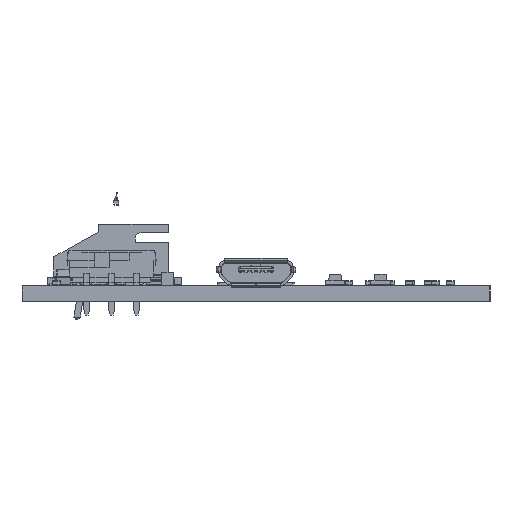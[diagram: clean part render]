
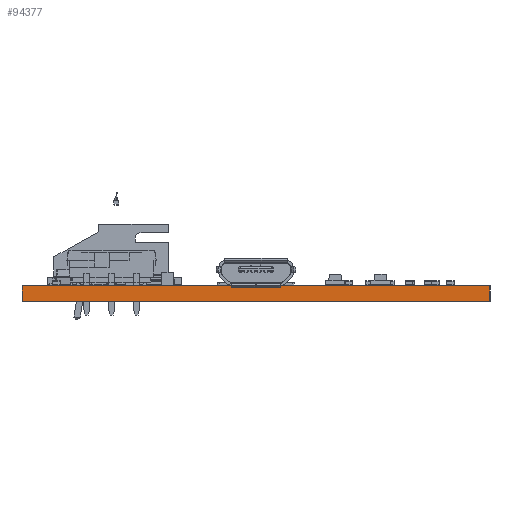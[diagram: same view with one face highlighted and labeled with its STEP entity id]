
A CAD part, left-side view. The second image highlights one B-rep face of the part: STEP entity #94377.
In plain terms, the highlighted planar face has unit normal (-1, 0, 0).
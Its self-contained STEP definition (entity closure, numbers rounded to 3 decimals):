
#94261 = EDGE_CURVE('',#94262,#94264,#94266,.T.);
#94262 = VERTEX_POINT('',#94263);
#94263 = CARTESIAN_POINT('',(105.034,-72.512,0.));
#94264 = VERTEX_POINT('',#94265);
#94265 = CARTESIAN_POINT('',(105.034,-72.512,1.6));
#94266 = SURFACE_CURVE('',#94267,(#94271,#94283),.PCURVE_S1.);
#94267 = LINE('',#94268,#94269);
#94268 = CARTESIAN_POINT('',(105.034,-72.512,0.));
#94269 = VECTOR('',#94270,1.);
#94270 = DIRECTION('',(0.,0.,1.));
#94271 = PCURVE('',#94272,#94277);
#94272 = PLANE('',#94273);
#94273 = AXIS2_PLACEMENT_3D('',#94274,#94275,#94276);
#94274 = CARTESIAN_POINT('',(105.034,-72.512,0.));
#94275 = DIRECTION('',(0.,1.,0.));
#94276 = DIRECTION('',(1.,0.,0.));
#94277 = DEFINITIONAL_REPRESENTATION('',(#94278),#94282);
#94278 = LINE('',#94279,#94280);
#94279 = CARTESIAN_POINT('',(0.,0.));
#94280 = VECTOR('',#94281,1.);
#94281 = DIRECTION('',(0.,-1.));
#94282 = ( GEOMETRIC_REPRESENTATION_CONTEXT(2) 
PARAMETRIC_REPRESENTATION_CONTEXT() REPRESENTATION_CONTEXT('2D SPACE',''
  ) );
#94283 = PCURVE('',#94284,#94289);
#94284 = PLANE('',#94285);
#94285 = AXIS2_PLACEMENT_3D('',#94286,#94287,#94288);
#94286 = CARTESIAN_POINT('',(105.034,-119.512,0.));
#94287 = DIRECTION('',(-1.,0.,0.));
#94288 = DIRECTION('',(0.,1.,0.));
#94289 = DEFINITIONAL_REPRESENTATION('',(#94290),#94294);
#94290 = LINE('',#94291,#94292);
#94291 = CARTESIAN_POINT('',(47.,0.));
#94292 = VECTOR('',#94293,1.);
#94293 = DIRECTION('',(0.,-1.));
#94294 = ( GEOMETRIC_REPRESENTATION_CONTEXT(2) 
PARAMETRIC_REPRESENTATION_CONTEXT() REPRESENTATION_CONTEXT('2D SPACE',''
  ) );
#94312 = PLANE('',#94313);
#94313 = AXIS2_PLACEMENT_3D('',#94314,#94315,#94316);
#94314 = CARTESIAN_POINT('',(145.034,-96.012,1.6));
#94315 = DIRECTION('',(-0.,-0.,-1.));
#94316 = DIRECTION('',(-1.,0.,0.));
#94366 = PLANE('',#94367);
#94367 = AXIS2_PLACEMENT_3D('',#94368,#94369,#94370);
#94368 = CARTESIAN_POINT('',(145.034,-96.012,0.));
#94369 = DIRECTION('',(-0.,-0.,-1.));
#94370 = DIRECTION('',(-1.,0.,0.));
#94377 = ADVANCED_FACE('',(#94378),#94284,.T.);
#94378 = FACE_BOUND('',#94379,.T.);
#94379 = EDGE_LOOP('',(#94380,#94410,#94431,#94432));
#94380 = ORIENTED_EDGE('',*,*,#94381,.T.);
#94381 = EDGE_CURVE('',#94382,#94384,#94386,.T.);
#94382 = VERTEX_POINT('',#94383);
#94383 = CARTESIAN_POINT('',(105.034,-119.512,0.));
#94384 = VERTEX_POINT('',#94385);
#94385 = CARTESIAN_POINT('',(105.034,-119.512,1.6));
#94386 = SURFACE_CURVE('',#94387,(#94391,#94398),.PCURVE_S1.);
#94387 = LINE('',#94388,#94389);
#94388 = CARTESIAN_POINT('',(105.034,-119.512,0.));
#94389 = VECTOR('',#94390,1.);
#94390 = DIRECTION('',(0.,0.,1.));
#94391 = PCURVE('',#94284,#94392);
#94392 = DEFINITIONAL_REPRESENTATION('',(#94393),#94397);
#94393 = LINE('',#94394,#94395);
#94394 = CARTESIAN_POINT('',(0.,0.));
#94395 = VECTOR('',#94396,1.);
#94396 = DIRECTION('',(0.,-1.));
#94397 = ( GEOMETRIC_REPRESENTATION_CONTEXT(2) 
PARAMETRIC_REPRESENTATION_CONTEXT() REPRESENTATION_CONTEXT('2D SPACE',''
  ) );
#94398 = PCURVE('',#94399,#94404);
#94399 = PLANE('',#94400);
#94400 = AXIS2_PLACEMENT_3D('',#94401,#94402,#94403);
#94401 = CARTESIAN_POINT('',(185.034,-119.512,0.));
#94402 = DIRECTION('',(0.,-1.,0.));
#94403 = DIRECTION('',(-1.,0.,0.));
#94404 = DEFINITIONAL_REPRESENTATION('',(#94405),#94409);
#94405 = LINE('',#94406,#94407);
#94406 = CARTESIAN_POINT('',(80.,0.));
#94407 = VECTOR('',#94408,1.);
#94408 = DIRECTION('',(0.,-1.));
#94409 = ( GEOMETRIC_REPRESENTATION_CONTEXT(2) 
PARAMETRIC_REPRESENTATION_CONTEXT() REPRESENTATION_CONTEXT('2D SPACE',''
  ) );
#94410 = ORIENTED_EDGE('',*,*,#94411,.T.);
#94411 = EDGE_CURVE('',#94384,#94264,#94412,.T.);
#94412 = SURFACE_CURVE('',#94413,(#94417,#94424),.PCURVE_S1.);
#94413 = LINE('',#94414,#94415);
#94414 = CARTESIAN_POINT('',(105.034,-119.512,1.6));
#94415 = VECTOR('',#94416,1.);
#94416 = DIRECTION('',(0.,1.,0.));
#94417 = PCURVE('',#94284,#94418);
#94418 = DEFINITIONAL_REPRESENTATION('',(#94419),#94423);
#94419 = LINE('',#94420,#94421);
#94420 = CARTESIAN_POINT('',(0.,-1.6));
#94421 = VECTOR('',#94422,1.);
#94422 = DIRECTION('',(1.,0.));
#94423 = ( GEOMETRIC_REPRESENTATION_CONTEXT(2) 
PARAMETRIC_REPRESENTATION_CONTEXT() REPRESENTATION_CONTEXT('2D SPACE',''
  ) );
#94424 = PCURVE('',#94312,#94425);
#94425 = DEFINITIONAL_REPRESENTATION('',(#94426),#94430);
#94426 = LINE('',#94427,#94428);
#94427 = CARTESIAN_POINT('',(40.,-23.5));
#94428 = VECTOR('',#94429,1.);
#94429 = DIRECTION('',(0.,1.));
#94430 = ( GEOMETRIC_REPRESENTATION_CONTEXT(2) 
PARAMETRIC_REPRESENTATION_CONTEXT() REPRESENTATION_CONTEXT('2D SPACE',''
  ) );
#94431 = ORIENTED_EDGE('',*,*,#94261,.F.);
#94432 = ORIENTED_EDGE('',*,*,#94433,.F.);
#94433 = EDGE_CURVE('',#94382,#94262,#94434,.T.);
#94434 = SURFACE_CURVE('',#94435,(#94439,#94446),.PCURVE_S1.);
#94435 = LINE('',#94436,#94437);
#94436 = CARTESIAN_POINT('',(105.034,-119.512,0.));
#94437 = VECTOR('',#94438,1.);
#94438 = DIRECTION('',(0.,1.,0.));
#94439 = PCURVE('',#94284,#94440);
#94440 = DEFINITIONAL_REPRESENTATION('',(#94441),#94445);
#94441 = LINE('',#94442,#94443);
#94442 = CARTESIAN_POINT('',(0.,0.));
#94443 = VECTOR('',#94444,1.);
#94444 = DIRECTION('',(1.,0.));
#94445 = ( GEOMETRIC_REPRESENTATION_CONTEXT(2) 
PARAMETRIC_REPRESENTATION_CONTEXT() REPRESENTATION_CONTEXT('2D SPACE',''
  ) );
#94446 = PCURVE('',#94366,#94447);
#94447 = DEFINITIONAL_REPRESENTATION('',(#94448),#94452);
#94448 = LINE('',#94449,#94450);
#94449 = CARTESIAN_POINT('',(40.,-23.5));
#94450 = VECTOR('',#94451,1.);
#94451 = DIRECTION('',(0.,1.));
#94452 = ( GEOMETRIC_REPRESENTATION_CONTEXT(2) 
PARAMETRIC_REPRESENTATION_CONTEXT() REPRESENTATION_CONTEXT('2D SPACE',''
  ) );
